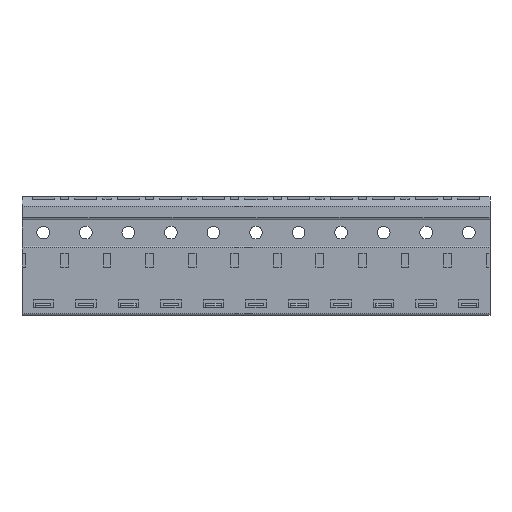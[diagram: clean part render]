
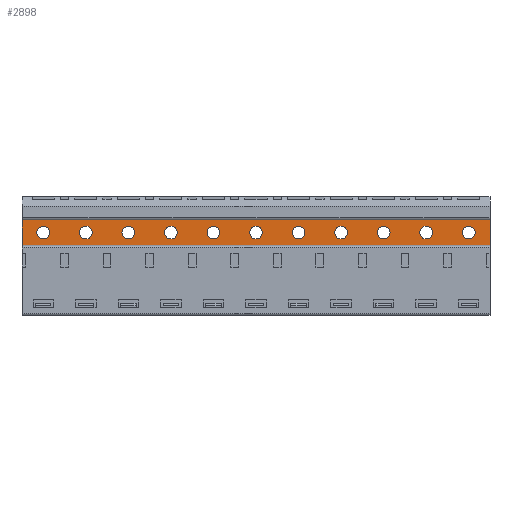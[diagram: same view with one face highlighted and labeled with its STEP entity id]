
A CAD part, front view. The second image highlights one B-rep face of the part: STEP entity #2898.
In plain terms, the highlighted planar face has unit normal (0, -1, 0).
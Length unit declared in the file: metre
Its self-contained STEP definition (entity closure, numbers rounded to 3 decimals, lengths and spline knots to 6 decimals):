
#2898=ADVANCED_FACE('',(#6198,#6199,#6200,#6201,#6202,#6203,#6204,#6205,#6206,#6207,#6208,#6209),#6210,.T.);
#6198=FACE_BOUND('',#9672,.T.);
#6199=FACE_BOUND('',#9673,.T.);
#6200=FACE_BOUND('',#9674,.T.);
#6201=FACE_BOUND('',#9675,.T.);
#6202=FACE_BOUND('',#9676,.T.);
#6203=FACE_BOUND('',#9677,.T.);
#6204=FACE_BOUND('',#9678,.T.);
#6205=FACE_BOUND('',#9679,.T.);
#6206=FACE_BOUND('',#9680,.T.);
#6207=FACE_BOUND('',#9681,.T.);
#6208=FACE_OUTER_BOUND('',#9682,.T.);
#6209=FACE_BOUND('',#9683,.T.);
#6210=PLANE('',#9684);
#9672=EDGE_LOOP('',(#18523));
#9673=EDGE_LOOP('',(#18524));
#9674=EDGE_LOOP('',(#18525));
#9675=EDGE_LOOP('',(#18526));
#9676=EDGE_LOOP('',(#18527));
#9677=EDGE_LOOP('',(#18528));
#9678=EDGE_LOOP('',(#18529));
#9679=EDGE_LOOP('',(#18530));
#9680=EDGE_LOOP('',(#18531));
#9681=EDGE_LOOP('',(#18532));
#9682=EDGE_LOOP('',(#18533,#18534,#18535,#18536));
#9683=EDGE_LOOP('',(#18537));
#9684=AXIS2_PLACEMENT_3D('',#18538,#18539,#18540);
#18523=ORIENTED_EDGE('',*,*,#22671,.F.);
#18524=ORIENTED_EDGE('',*,*,#22437,.F.);
#18525=ORIENTED_EDGE('',*,*,#23210,.F.);
#18526=ORIENTED_EDGE('',*,*,#22371,.F.);
#18527=ORIENTED_EDGE('',*,*,#22345,.F.);
#18528=ORIENTED_EDGE('',*,*,#23272,.F.);
#18529=ORIENTED_EDGE('',*,*,#23301,.F.);
#18530=ORIENTED_EDGE('',*,*,#23285,.F.);
#18531=ORIENTED_EDGE('',*,*,#22048,.F.);
#18532=ORIENTED_EDGE('',*,*,#23075,.F.);
#18533=ORIENTED_EDGE('',*,*,#23254,.T.);
#18534=ORIENTED_EDGE('',*,*,#20212,.F.);
#18535=ORIENTED_EDGE('',*,*,#21741,.T.);
#18536=ORIENTED_EDGE('',*,*,#21693,.T.);
#18537=ORIENTED_EDGE('',*,*,#20967,.F.);
#18538=CARTESIAN_POINT('',(14.160107,11.733671,0.091492));
#18539=DIRECTION('',(0.,-1.0,0.));
#18540=DIRECTION('',(0.0,0.,-1.0));
#20212=EDGE_CURVE('',#24321,#24323,#24324,.T.);
#20967=EDGE_CURVE('',#25630,#25630,#25631,.T.);
#21693=EDGE_CURVE('',#26746,#26747,#26748,.T.);
#21741=EDGE_CURVE('',#24321,#26746,#26819,.T.);
#22048=EDGE_CURVE('',#27294,#27294,#27295,.T.);
#22345=EDGE_CURVE('',#27715,#27715,#27716,.T.);
#22371=EDGE_CURVE('',#27756,#27756,#27757,.T.);
#22437=EDGE_CURVE('',#27843,#27843,#27844,.T.);
#22671=EDGE_CURVE('',#28134,#28134,#28135,.T.);
#23075=EDGE_CURVE('',#28621,#28621,#28622,.T.);
#23210=EDGE_CURVE('',#28767,#28767,#28768,.T.);
#23254=EDGE_CURVE('',#26747,#24323,#28814,.T.);
#23272=EDGE_CURVE('',#28832,#28832,#28833,.T.);
#23285=EDGE_CURVE('',#28846,#28846,#28847,.T.);
#23301=EDGE_CURVE('',#28863,#28863,#28864,.T.);
#24321=VERTEX_POINT('',#30317);
#24323=VERTEX_POINT('',#30320);
#24324=LINE('',#30321,#30322);
#25630=VERTEX_POINT('',#32288);
#25631=CIRCLE('',#32289,0.00075);
#26746=VERTEX_POINT('',#33944);
#26747=VERTEX_POINT('',#33945);
#26748=LINE('',#33946,#33947);
#26819=LINE('',#34047,#34048);
#27294=VERTEX_POINT('',#34746);
#27295=CIRCLE('',#34747,0.00075);
#27715=VERTEX_POINT('',#35409);
#27716=CIRCLE('',#35410,0.00075);
#27756=VERTEX_POINT('',#35461);
#27757=CIRCLE('',#35462,0.00075);
#27843=VERTEX_POINT('',#35581);
#27844=CIRCLE('',#35582,0.00075);
#28134=VERTEX_POINT('',#36017);
#28135=CIRCLE('',#36018,0.00075);
#28621=VERTEX_POINT('',#36797);
#28622=CIRCLE('',#36798,0.00075);
#28767=VERTEX_POINT('',#36991);
#28768=CIRCLE('',#36992,0.00075);
#28814=LINE('',#37048,#37049);
#28832=VERTEX_POINT('',#37069);
#28833=CIRCLE('',#37070,0.00075);
#28846=VERTEX_POINT('',#37086);
#28847=CIRCLE('',#37087,0.00075);
#28863=VERTEX_POINT('',#37108);
#28864=CIRCLE('',#37109,0.00075);
#30317=CARTESIAN_POINT('',(14.210107,11.733671,0.094492));
#30320=CARTESIAN_POINT('',(14.210107,11.733671,0.091492));
#30321=CARTESIAN_POINT('',(14.210107,11.733671,0.091492));
#30322=VECTOR('',#37819,1.0);
#32288=CARTESIAN_POINT('',(14.208357,11.733671,0.092992));
#32289=AXIS2_PLACEMENT_3D('',#38575,#38576,#38577);
#33944=CARTESIAN_POINT('',(14.155107,11.733671,0.094492));
#33945=CARTESIAN_POINT('',(14.155107,11.733671,0.091492));
#33946=CARTESIAN_POINT('',(14.155107,11.733671,0.091492));
#33947=VECTOR('',#39301,1.0);
#34047=CARTESIAN_POINT('',(14.200107,11.733671,0.094492));
#34048=VECTOR('',#39355,1.0);
#34746=CARTESIAN_POINT('',(14.158357,11.733671,0.092992));
#34747=AXIS2_PLACEMENT_3D('',#39660,#39661,#39662);
#35409=CARTESIAN_POINT('',(14.178357,11.733671,0.092992));
#35410=AXIS2_PLACEMENT_3D('',#39920,#39921,#39922);
#35461=CARTESIAN_POINT('',(14.188357,11.733671,0.092992));
#35462=AXIS2_PLACEMENT_3D('',#39958,#39959,#39960);
#35581=CARTESIAN_POINT('',(14.198357,11.733671,0.092992));
#35582=AXIS2_PLACEMENT_3D('',#40015,#40016,#40017);
#36017=CARTESIAN_POINT('',(14.203357,11.733671,0.092992));
#36018=AXIS2_PLACEMENT_3D('',#40196,#40197,#40198);
#36797=CARTESIAN_POINT('',(14.183357,11.733671,0.092992));
#36798=AXIS2_PLACEMENT_3D('',#40489,#40490,#40491);
#36991=CARTESIAN_POINT('',(14.193357,11.733671,0.092992));
#36992=AXIS2_PLACEMENT_3D('',#40570,#40571,#40572);
#37048=CARTESIAN_POINT('',(14.160107,11.733671,0.091492));
#37049=VECTOR('',#40592,1.0);
#37069=CARTESIAN_POINT('',(14.173357,11.733671,0.092992));
#37070=AXIS2_PLACEMENT_3D('',#40601,#40602,#40603);
#37086=CARTESIAN_POINT('',(14.163357,11.733671,0.092992));
#37087=AXIS2_PLACEMENT_3D('',#40607,#40608,#40609);
#37108=CARTESIAN_POINT('',(14.168357,11.733671,0.092992));
#37109=AXIS2_PLACEMENT_3D('',#40615,#40616,#40617);
#37819=DIRECTION('',(0.,0.,-1.0));
#38575=CARTESIAN_POINT('',(14.207607,11.733671,0.092992));
#38576=DIRECTION('',(0.,-1.0,0.));
#38577=DIRECTION('',(1.0,0.,0.0));
#39301=DIRECTION('',(0.,0.,-1.0));
#39355=DIRECTION('',(-1.0,0.,0.));
#39660=CARTESIAN_POINT('',(14.157607,11.733671,0.092992));
#39661=DIRECTION('',(0.,-1.0,0.));
#39662=DIRECTION('',(1.0,0.,0.0));
#39920=CARTESIAN_POINT('',(14.177607,11.733671,0.092992));
#39921=DIRECTION('',(0.,-1.0,0.));
#39922=DIRECTION('',(1.0,0.,0.0));
#39958=CARTESIAN_POINT('',(14.187607,11.733671,0.092992));
#39959=DIRECTION('',(0.,-1.0,0.));
#39960=DIRECTION('',(1.0,0.,0.0));
#40015=CARTESIAN_POINT('',(14.197607,11.733671,0.092992));
#40016=DIRECTION('',(0.,-1.0,0.));
#40017=DIRECTION('',(1.0,0.,0.0));
#40196=CARTESIAN_POINT('',(14.202607,11.733671,0.092992));
#40197=DIRECTION('',(0.,-1.0,0.));
#40198=DIRECTION('',(1.0,0.,0.0));
#40489=CARTESIAN_POINT('',(14.182607,11.733671,0.092992));
#40490=DIRECTION('',(0.,-1.0,0.));
#40491=DIRECTION('',(1.0,0.,0.0));
#40570=CARTESIAN_POINT('',(14.192607,11.733671,0.092992));
#40571=DIRECTION('',(0.,-1.0,0.));
#40572=DIRECTION('',(1.0,0.,0.0));
#40592=DIRECTION('',(1.0,0.,0.));
#40601=CARTESIAN_POINT('',(14.172607,11.733671,0.092992));
#40602=DIRECTION('',(0.,-1.0,0.));
#40603=DIRECTION('',(1.0,0.,0.0));
#40607=CARTESIAN_POINT('',(14.162607,11.733671,0.092992));
#40608=DIRECTION('',(0.,-1.0,0.));
#40609=DIRECTION('',(1.0,0.,0.0));
#40615=CARTESIAN_POINT('',(14.167607,11.733671,0.092992));
#40616=DIRECTION('',(0.,-1.0,0.));
#40617=DIRECTION('',(1.0,0.,0.0));
